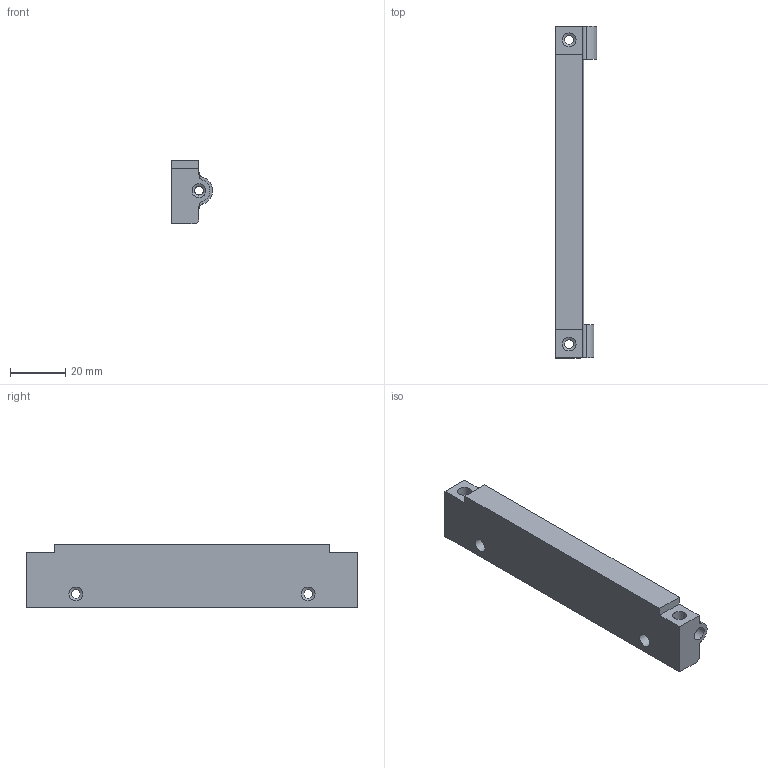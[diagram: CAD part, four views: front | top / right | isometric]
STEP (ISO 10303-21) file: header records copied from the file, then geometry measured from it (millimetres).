
FILE_DESCRIPTION(/* description */ (''),/* implementation_level */ '2;1');
FILE_NAME(/* name */ 'back_corner.step',/* time_stamp */ '2020-05-01T15:34:15+02:00',/* author */ (''),/* organization */ (''),/* preprocessor_version */ 'ST-DEVELOPER v18.1',/* originating_system */ 'Autodesk Translation Framework v9.2.0.1227',/* authorisation */ '');
FILE_SCHEMA (('AUTOMOTIVE_DESIGN { 1 0 10303 214 3 1 1 }'));
Length unit declared in the file: millimetre
Products named in the file (1): back_corner
Bounding box: 14.98 x 120 x 23 mm (x, y, z)
Volume: 17037.1 mm3; surface area: 9905.8 mm2
Topology: 1 solids, 1 shells, 53 faces, 153 edges, 102 vertices
Faces by surface type: cylinder 23, plane 22, cone 6, torus 2
Full cylindrical faces by diameter (mm): 3.2 x5, 4.2 x1, 5 x6, 8 x2
Entity records: 1847 total; most frequent: DIRECTION 330, CARTESIAN_POINT 325, ORIENTED_EDGE 306, EDGE_CURVE 153, AXIS2_PLACEMENT_3D 125, VERTEX_POINT 102, LINE 80, VECTOR 80
